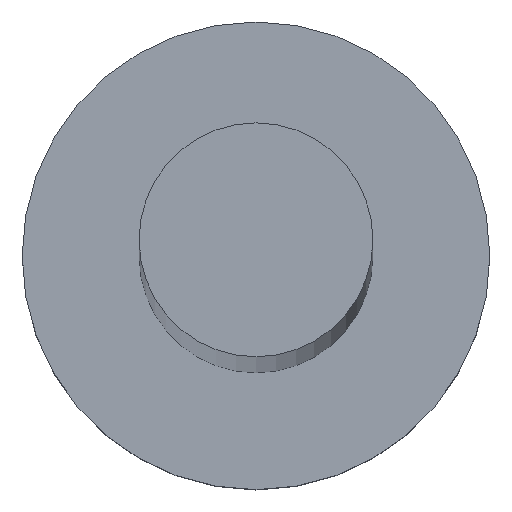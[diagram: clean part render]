
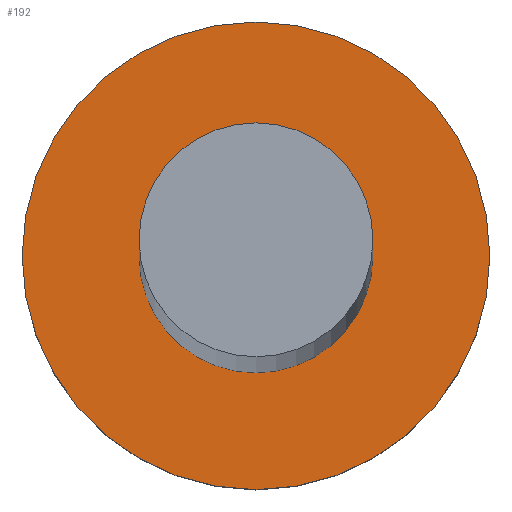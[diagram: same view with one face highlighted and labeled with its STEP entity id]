
A CAD part, top view. The second image highlights one B-rep face of the part: STEP entity #192.
In plain terms, the highlighted planar face has unit normal (0, 0, 1).
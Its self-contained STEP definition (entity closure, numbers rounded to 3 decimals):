
#7 = DIRECTION ( 'NONE',  ( 1., 0., 0. ) ) ;
#12 = CARTESIAN_POINT ( 'NONE',  ( 0., 0., 3. ) ) ;
#13 = CARTESIAN_POINT ( 'NONE',  ( -4., 0., 3. ) ) ;
#19 = PLANE ( 'NONE',  #132 ) ;
#33 = EDGE_CURVE ( 'NONE', #234, #175, #223, .T. ) ;
#36 = EDGE_LOOP ( 'NONE', ( #49, #69 ) ) ;
#41 = EDGE_CURVE ( 'NONE', #93, #152, #103, .T. ) ;
#42 = CARTESIAN_POINT ( 'NONE',  ( 0., 0., 3. ) ) ;
#49 = ORIENTED_EDGE ( 'NONE', *, *, #41, .T. ) ;
#53 = DIRECTION ( 'NONE',  ( 1., 0., 0. ) ) ;
#61 = FACE_BOUND ( 'NONE', #172, .T. ) ;
#69 = ORIENTED_EDGE ( 'NONE', *, *, #133, .T. ) ;
#71 = DIRECTION ( 'NONE',  ( 1., 0., 0. ) ) ;
#79 = AXIS2_PLACEMENT_3D ( 'NONE', #100, #229, #53 ) ;
#80 = EDGE_CURVE ( 'NONE', #175, #234, #128, .T. ) ;
#86 = FACE_OUTER_BOUND ( 'NONE', #36, .T. ) ;
#87 = DIRECTION ( 'NONE',  ( 0., 0., 1. ) ) ;
#93 = VERTEX_POINT ( 'NONE', #13 ) ;
#94 = DIRECTION ( 'NONE',  ( 0., 0., 1. ) ) ;
#100 = CARTESIAN_POINT ( 'NONE',  ( 0., 0., 3. ) ) ;
#103 = CIRCLE ( 'NONE', #151, 4. ) ;
#122 = CARTESIAN_POINT ( 'NONE',  ( -2., 0., 3. ) ) ;
#128 = CIRCLE ( 'NONE', #164, 2. ) ;
#130 = AXIS2_PLACEMENT_3D ( 'NONE', #42, #254, #207 ) ;
#132 = AXIS2_PLACEMENT_3D ( 'NONE', #12, #195, #71 ) ;
#133 = EDGE_CURVE ( 'NONE', #152, #93, #243, .T. ) ;
#135 = CARTESIAN_POINT ( 'NONE',  ( 0., 0., 3. ) ) ;
#151 = AXIS2_PLACEMENT_3D ( 'NONE', #135, #94, #156 ) ;
#152 = VERTEX_POINT ( 'NONE', #162 ) ;
#156 = DIRECTION ( 'NONE',  ( 1., 0., 0. ) ) ;
#162 = CARTESIAN_POINT ( 'NONE',  ( 4., 0., 3. ) ) ;
#164 = AXIS2_PLACEMENT_3D ( 'NONE', #193, #87, #7 ) ;
#172 = EDGE_LOOP ( 'NONE', ( #214, #245 ) ) ;
#175 = VERTEX_POINT ( 'NONE', #184 ) ;
#184 = CARTESIAN_POINT ( 'NONE',  ( 2., 0., 3. ) ) ;
#192 = ADVANCED_FACE ( 'NONE', ( #61, #86 ), #19, .T. ) ;
#193 = CARTESIAN_POINT ( 'NONE',  ( 0., 0., 3. ) ) ;
#195 = DIRECTION ( 'NONE',  ( 0., 0., 1. ) ) ;
#207 = DIRECTION ( 'NONE',  ( 1., 0., 0. ) ) ;
#214 = ORIENTED_EDGE ( 'NONE', *, *, #33, .F. ) ;
#223 = CIRCLE ( 'NONE', #79, 2. ) ;
#229 = DIRECTION ( 'NONE',  ( 0., 0., 1. ) ) ;
#234 = VERTEX_POINT ( 'NONE', #122 ) ;
#243 = CIRCLE ( 'NONE', #130, 4. ) ;
#245 = ORIENTED_EDGE ( 'NONE', *, *, #80, .F. ) ;
#254 = DIRECTION ( 'NONE',  ( 0., 0., 1. ) ) ;
